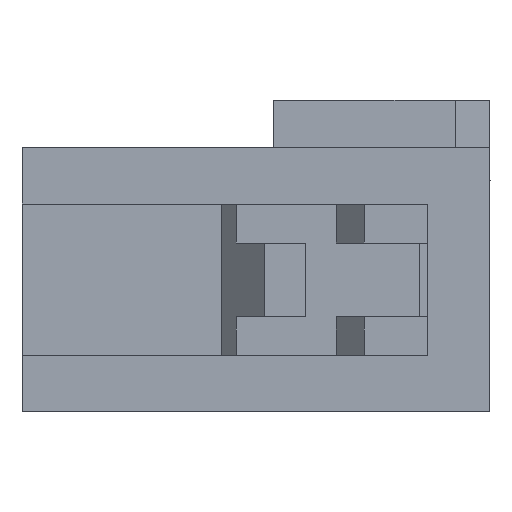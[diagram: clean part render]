
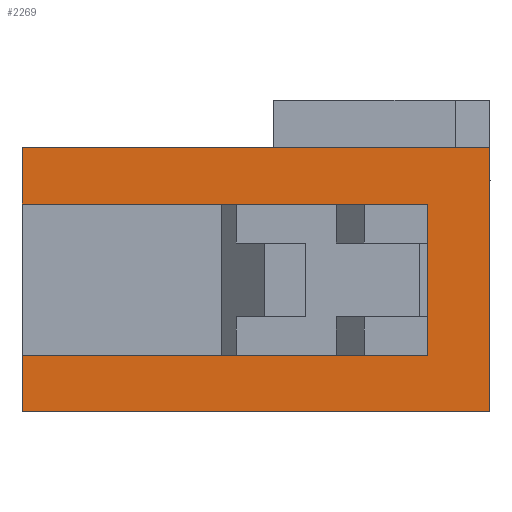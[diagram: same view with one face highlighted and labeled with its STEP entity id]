
A CAD part, left-side view. The second image highlights one B-rep face of the part: STEP entity #2269.
In plain terms, the highlighted planar face has unit normal (-1, 0, 0).
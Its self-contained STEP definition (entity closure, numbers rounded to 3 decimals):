
#2269=ADVANCED_FACE('',(#3234),#2756,.T.);
#2756=PLANE('',#12026);
#3234=FACE_OUTER_BOUND('',#3871,.T.);
#3871=EDGE_LOOP('',(#6188,#6189,#6190,#6191,#6192,#6193,#6194,#6195));
#6188=ORIENTED_EDGE('',*,*,#8782,.T.);
#6189=ORIENTED_EDGE('',*,*,#8759,.T.);
#6190=ORIENTED_EDGE('',*,*,#8764,.T.);
#6191=ORIENTED_EDGE('',*,*,#7626,.F.);
#6192=ORIENTED_EDGE('',*,*,#7640,.T.);
#6193=ORIENTED_EDGE('',*,*,#8180,.T.);
#6194=ORIENTED_EDGE('',*,*,#8157,.T.);
#6195=ORIENTED_EDGE('',*,*,#7630,.F.);
#6715=VERTEX_POINT('',#14528);
#6726=VERTEX_POINT('',#14549);
#6727=VERTEX_POINT('',#14551);
#6730=VERTEX_POINT('',#14557);
#6738=VERTEX_POINT('',#14577);
#7248=VERTEX_POINT('',#15609);
#7512=VERTEX_POINT('',#16832);
#7513=VERTEX_POINT('',#16834);
#7626=EDGE_CURVE('',#6726,#6727,#8981,.T.);
#7630=EDGE_CURVE('',#6730,#6715,#8985,.T.);
#7640=EDGE_CURVE('',#6726,#6738,#8995,.T.);
#8157=EDGE_CURVE('',#7248,#6715,#9508,.T.);
#8180=EDGE_CURVE('',#6738,#7248,#9531,.T.);
#8759=EDGE_CURVE('',#7513,#7512,#10110,.T.);
#8764=EDGE_CURVE('',#7512,#6727,#10115,.T.);
#8782=EDGE_CURVE('',#6730,#7513,#10133,.T.);
#8981=LINE('',#14550,#10326);
#8985=LINE('',#14558,#10330);
#8995=LINE('',#14578,#10340);
#9508=LINE('',#15608,#10853);
#9531=LINE('',#15651,#10876);
#10110=LINE('',#16833,#11455);
#10115=LINE('',#16843,#11460);
#10133=LINE('',#16878,#11478);
#10326=VECTOR('',#12179,1.);
#10330=VECTOR('',#12183,1.);
#10340=VECTOR('',#12197,1.);
#10853=VECTOR('',#12726,1.);
#10876=VECTOR('',#12751,1.);
#11455=VECTOR('',#14044,1.);
#11460=VECTOR('',#14053,1.);
#11478=VECTOR('',#14085,1.);
#12026=AXIS2_PLACEMENT_3D('',#16880,#14088,#14089);
#12179=DIRECTION('',(0.,0.,1.));
#12183=DIRECTION('',(0.,0.,1.));
#12197=DIRECTION('',(0.,-1.,0.));
#12726=DIRECTION('',(0.,1.,0.));
#12751=DIRECTION('',(0.,0.,1.));
#14044=DIRECTION('',(0.,0.,-1.));
#14053=DIRECTION('',(0.,1.,0.));
#14085=DIRECTION('',(0.,-1.,0.));
#14088=DIRECTION('',(-1.,0.,0.));
#14089=DIRECTION('',(0.,-1.,0.));
#14528=CARTESIAN_POINT('',(0.,10.8,6.1));
#14549=CARTESIAN_POINT('',(0.,10.8,0.));
#14550=CARTESIAN_POINT('',(0.,10.8,0.));
#14551=CARTESIAN_POINT('',(0.,10.8,1.3));
#14557=CARTESIAN_POINT('',(0.,10.8,4.8));
#14558=CARTESIAN_POINT('',(0.,10.8,4.8));
#14577=CARTESIAN_POINT('',(0.,0.,0.));
#14578=CARTESIAN_POINT('',(0.,10.8,0.));
#15608=CARTESIAN_POINT('',(0.,0.,6.1));
#15609=CARTESIAN_POINT('',(0.,0.,6.1));
#15651=CARTESIAN_POINT('',(0.,0.,0.));
#16832=CARTESIAN_POINT('',(0.,1.45,1.3));
#16833=CARTESIAN_POINT('',(0.,1.45,4.8));
#16834=CARTESIAN_POINT('',(0.,1.45,4.8));
#16843=CARTESIAN_POINT('',(0.,1.45,1.3));
#16878=CARTESIAN_POINT('',(0.,10.8,4.8));
#16880=CARTESIAN_POINT('',(0.,10.8,0.));
